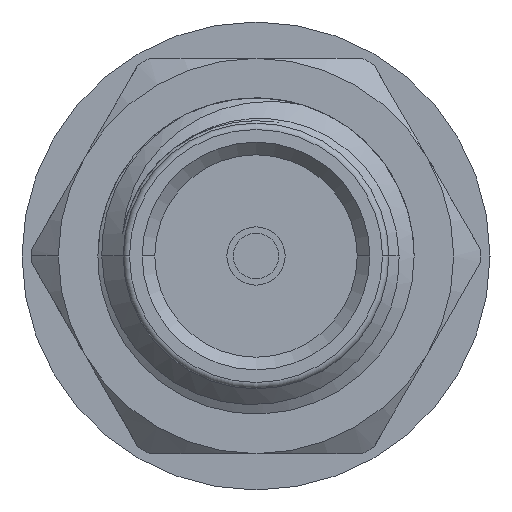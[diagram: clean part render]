
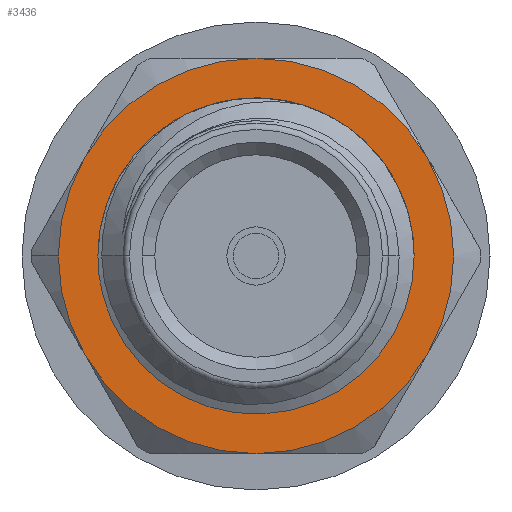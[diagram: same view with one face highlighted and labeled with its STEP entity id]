
A CAD part, left-side view. The second image highlights one B-rep face of the part: STEP entity #3436.
In plain terms, the highlighted planar face has unit normal (-1, 0, 0).
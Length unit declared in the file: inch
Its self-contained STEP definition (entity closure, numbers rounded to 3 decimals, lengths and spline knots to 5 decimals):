
#1336 = VERTEX_POINT ( 'NONE', #23289 ) ;
#2028 = ORIENTED_EDGE ( 'NONE', *, *, #7524, .T. ) ;
#2974 = AXIS2_PLACEMENT_3D ( 'NONE', #9708, #31340, #3565 ) ;
#3389 = ORIENTED_EDGE ( 'NONE', *, *, #23375, .F. ) ;
#3431 = CARTESIAN_POINT ( 'NONE',  ( 0.22828, 0., 0.15625 ) ) ;
#3436 = ADVANCED_FACE ( 'NONE', ( #37228, #18370 ), #12904, .F. ) ;
#3565 = DIRECTION ( 'NONE',  ( 0., 1., 0. ) ) ;
#3595 = EDGE_CURVE ( 'NONE', #22158, #7553, #12092, .T. ) ;
#3969 = ORIENTED_EDGE ( 'NONE', *, *, #3595, .T. ) ;
#4194 = DIRECTION ( 'NONE',  ( 0., 1., 0. ) ) ;
#4422 = CARTESIAN_POINT ( 'NONE',  ( 0.22828, 0., 0. ) ) ;
#5532 = CIRCLE ( 'NONE', #13015, 0.15625 ) ;
#6723 = DIRECTION ( 'NONE',  ( -1., 0., 0. ) ) ;
#6784 = CARTESIAN_POINT ( 'NONE',  ( 0.22828, 0., 0. ) ) ;
#6874 = CARTESIAN_POINT ( 'NONE',  ( 0.22828, 0.105, 0. ) ) ;
#7487 = DIRECTION ( 'NONE',  ( 0., 1., 0. ) ) ;
#7524 = EDGE_CURVE ( 'NONE', #11198, #24678, #11203, .T. ) ;
#7553 = VERTEX_POINT ( 'NONE', #7988 ) ;
#7988 = CARTESIAN_POINT ( 'NONE',  ( 0.22828, 0.13532, -0.07812 ) ) ;
#7991 = AXIS2_PLACEMENT_3D ( 'NONE', #28093, #28507, #13110 ) ;
#8228 = AXIS2_PLACEMENT_3D ( 'NONE', #4422, #38568, #17219 ) ;
#9361 = EDGE_CURVE ( 'NONE', #26186, #23866, #32916, .T. ) ;
#9708 = CARTESIAN_POINT ( 'NONE',  ( 0.22828, 0., 0. ) ) ;
#10733 = AXIS2_PLACEMENT_3D ( 'NONE', #30447, #33308, #21398 ) ;
#11059 = CARTESIAN_POINT ( 'NONE',  ( 0.22828, 0., 0. ) ) ;
#11198 = VERTEX_POINT ( 'NONE', #37544 ) ;
#11203 = CIRCLE ( 'NONE', #10733, 0.15625 ) ;
#11205 = EDGE_CURVE ( 'NONE', #15271, #22158, #37740, .T. ) ;
#12066 = DIRECTION ( 'NONE',  ( -1., 0., 0. ) ) ;
#12092 = CIRCLE ( 'NONE', #2974, 0.15625 ) ;
#12141 = AXIS2_PLACEMENT_3D ( 'NONE', #6874, #19383, #22221 ) ;
#12845 = ORIENTED_EDGE ( 'NONE', *, *, #37905, .T. ) ;
#12904 = PLANE ( 'NONE',  #12141 ) ;
#13015 = AXIS2_PLACEMENT_3D ( 'NONE', #25169, #6723, #34890 ) ;
#13110 = DIRECTION ( 'NONE',  ( 0., -1., 0. ) ) ;
#13208 = DIRECTION ( 'NONE',  ( -1., 0., 0. ) ) ;
#13751 = CARTESIAN_POINT ( 'NONE',  ( 0.22828, 0., -0.15625 ) ) ;
#13858 = ORIENTED_EDGE ( 'NONE', *, *, #9361, .F. ) ;
#14262 = CIRCLE ( 'NONE', #7991, 0.105 ) ;
#14986 = CARTESIAN_POINT ( 'NONE',  ( 0.22828, 0.105, 0. ) ) ;
#15271 = VERTEX_POINT ( 'NONE', #20795 ) ;
#17219 = DIRECTION ( 'NONE',  ( 0., 1., 0. ) ) ;
#18370 = FACE_OUTER_BOUND ( 'NONE', #32090, .T. ) ;
#19383 = DIRECTION ( 'NONE',  ( 1., 0., 0. ) ) ;
#19459 = ORIENTED_EDGE ( 'NONE', *, *, #39596, .F. ) ;
#19763 = ORIENTED_EDGE ( 'NONE', *, *, #36267, .T. ) ;
#20668 = EDGE_CURVE ( 'NONE', #31701, #1336, #5532, .T. ) ;
#20795 = CARTESIAN_POINT ( 'NONE',  ( 0.22828, 0.13532, 0.07812 ) ) ;
#21073 = ORIENTED_EDGE ( 'NONE', *, *, #11205, .T. ) ;
#21398 = DIRECTION ( 'NONE',  ( 0., 1., 0. ) ) ;
#21943 = ORIENTED_EDGE ( 'NONE', *, *, #20668, .T. ) ;
#22158 = VERTEX_POINT ( 'NONE', #32618 ) ;
#22221 = DIRECTION ( 'NONE',  ( 0., 1., 0. ) ) ;
#22797 = DIRECTION ( 'NONE',  ( -1., 0., 0. ) ) ;
#23289 = CARTESIAN_POINT ( 'NONE',  ( 0.22828, -0.13532, -0.07813 ) ) ;
#23375 = EDGE_CURVE ( 'NONE', #15271, #24678, #27342, .T. ) ;
#23866 = VERTEX_POINT ( 'NONE', #14986 ) ;
#24678 = VERTEX_POINT ( 'NONE', #3431 ) ;
#25169 = CARTESIAN_POINT ( 'NONE',  ( 0.22828, 0., 0. ) ) ;
#25638 = DIRECTION ( 'NONE',  ( 0., 1., 0. ) ) ;
#26058 = DIRECTION ( 'NONE',  ( 1., 0., 0. ) ) ;
#26186 = VERTEX_POINT ( 'NONE', #36038 ) ;
#27342 = CIRCLE ( 'NONE', #39916, 0.15625 ) ;
#28093 = CARTESIAN_POINT ( 'NONE',  ( 0.22828, 0., 0. ) ) ;
#28315 = EDGE_LOOP ( 'NONE', ( #13858, #19459 ) ) ;
#28507 = DIRECTION ( 'NONE',  ( -1., 0., 0. ) ) ;
#28630 = AXIS2_PLACEMENT_3D ( 'NONE', #30548, #12066, #33666 ) ;
#28639 = CIRCLE ( 'NONE', #37008, 0.15625 ) ;
#29234 = AXIS2_PLACEMENT_3D ( 'NONE', #34820, #22797, #25638 ) ;
#30447 = CARTESIAN_POINT ( 'NONE',  ( 0.22828, 0., 0. ) ) ;
#30548 = CARTESIAN_POINT ( 'NONE',  ( 0.22828, 0., 0. ) ) ;
#31340 = DIRECTION ( 'NONE',  ( -1., 0., 0. ) ) ;
#31701 = VERTEX_POINT ( 'NONE', #13751 ) ;
#32090 = EDGE_LOOP ( 'NONE', ( #21073, #3969, #19763, #21943, #12845, #2028, #3389 ) ) ;
#32618 = CARTESIAN_POINT ( 'NONE',  ( 0.22828, 0.15625, 0. ) ) ;
#32916 = CIRCLE ( 'NONE', #28630, 0.105 ) ;
#33308 = DIRECTION ( 'NONE',  ( -1., 0., 0. ) ) ;
#33666 = DIRECTION ( 'NONE',  ( 0., -1., 0. ) ) ;
#34799 = CIRCLE ( 'NONE', #8228, 0.15625 ) ;
#34820 = CARTESIAN_POINT ( 'NONE',  ( 0.22828, 0., 0. ) ) ;
#34890 = DIRECTION ( 'NONE',  ( 0., 1., 0. ) ) ;
#36038 = CARTESIAN_POINT ( 'NONE',  ( 0.22828, -0.105, 0. ) ) ;
#36267 = EDGE_CURVE ( 'NONE', #7553, #31701, #28639, .T. ) ;
#37008 = AXIS2_PLACEMENT_3D ( 'NONE', #6784, #13208, #4194 ) ;
#37228 = FACE_BOUND ( 'NONE', #28315, .T. ) ;
#37544 = CARTESIAN_POINT ( 'NONE',  ( 0.22828, -0.13532, 0.07813 ) ) ;
#37740 = CIRCLE ( 'NONE', #29234, 0.15625 ) ;
#37905 = EDGE_CURVE ( 'NONE', #1336, #11198, #34799, .T. ) ;
#38568 = DIRECTION ( 'NONE',  ( -1., 0., 0. ) ) ;
#39596 = EDGE_CURVE ( 'NONE', #23866, #26186, #14262, .T. ) ;
#39916 = AXIS2_PLACEMENT_3D ( 'NONE', #11059, #26058, #7487 ) ;
